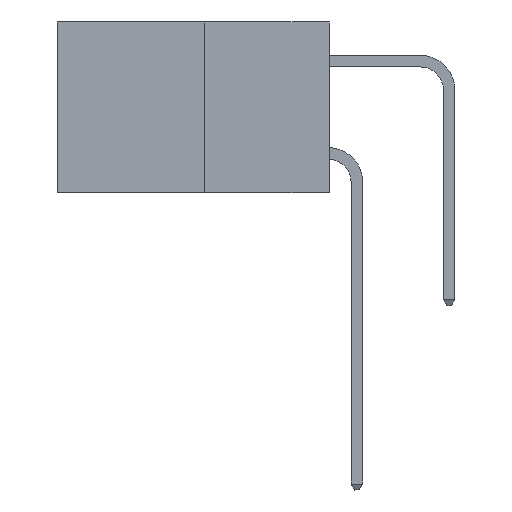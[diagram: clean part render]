
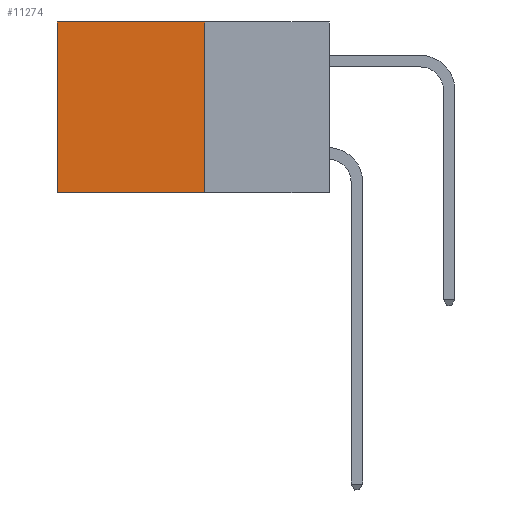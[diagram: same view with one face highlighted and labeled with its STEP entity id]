
A CAD part, left-side view. The second image highlights one B-rep face of the part: STEP entity #11274.
In plain terms, the highlighted planar face has unit normal (-1, 0, 0).
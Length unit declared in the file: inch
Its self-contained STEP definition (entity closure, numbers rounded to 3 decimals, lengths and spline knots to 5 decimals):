
#7 = VERTEX_POINT ( 'NONE', #2645 ) ;
#204 = VECTOR ( 'NONE', #8544, 39.37008 ) ;
#241 = CARTESIAN_POINT ( 'NONE',  ( 0.277, 0.27, 0. ) ) ;
#1071 = EDGE_CURVE ( 'NONE', #7, #1722, #10823, .T. ) ;
#1513 = VERTEX_POINT ( 'NONE', #241 ) ;
#1722 = VERTEX_POINT ( 'NONE', #8300 ) ;
#1770 = EDGE_LOOP ( 'NONE', ( #8072, #8182, #8322, #8491 ) ) ;
#1824 = VECTOR ( 'NONE', #11988, 39.37008 ) ;
#2560 = EDGE_CURVE ( 'NONE', #1513, #7, #9149, .T. ) ;
#2645 = CARTESIAN_POINT ( 'NONE',  ( 0.277, 0.27, -0.37 ) ) ;
#2869 = CARTESIAN_POINT ( 'NONE',  ( 0.277, 0.27, -0.37 ) ) ;
#3326 = VECTOR ( 'NONE', #10114, 39.37008 ) ;
#3881 = DIRECTION ( 'NONE',  ( 0., 0., -1. ) ) ;
#4139 = EDGE_CURVE ( 'NONE', #1513, #8572, #9769, .T. ) ;
#6328 = FACE_OUTER_BOUND ( 'NONE', #1770, .T. ) ;
#6783 = PLANE ( 'NONE',  #9157 ) ;
#7115 = CARTESIAN_POINT ( 'NONE',  ( 0.277, 0.27, 0. ) ) ;
#8072 = ORIENTED_EDGE ( 'NONE', *, *, #8576, .T. ) ;
#8182 = ORIENTED_EDGE ( 'NONE', *, *, #1071, .F. ) ;
#8300 = CARTESIAN_POINT ( 'NONE',  ( 0.277, 0.59, -0.37 ) ) ;
#8303 = DIRECTION ( 'NONE',  ( 0., 0., -1. ) ) ;
#8322 = ORIENTED_EDGE ( 'NONE', *, *, #2560, .F. ) ;
#8491 = ORIENTED_EDGE ( 'NONE', *, *, #4139, .T. ) ;
#8544 = DIRECTION ( 'NONE',  ( 0., 1., 0. ) ) ;
#8556 = LINE ( 'NONE', #11035, #3326 ) ;
#8572 = VERTEX_POINT ( 'NONE', #11972 ) ;
#8576 = EDGE_CURVE ( 'NONE', #8572, #1722, #8556, .T. ) ;
#8766 = CARTESIAN_POINT ( 'NONE',  ( 0.277, 0.27, -0.37 ) ) ;
#9149 = LINE ( 'NONE', #12069, #11375 ) ;
#9157 = AXIS2_PLACEMENT_3D ( 'NONE', #2869, #9786, #3881 ) ;
#9769 = LINE ( 'NONE', #7115, #1824 ) ;
#9786 = DIRECTION ( 'NONE',  ( 1., 0., 0. ) ) ;
#10114 = DIRECTION ( 'NONE',  ( 0., 0., -1. ) ) ;
#10823 = LINE ( 'NONE', #8766, #204 ) ;
#11035 = CARTESIAN_POINT ( 'NONE',  ( 0.277, 0.59, -0.37 ) ) ;
#11274 = ADVANCED_FACE ( 'NONE', ( #6328 ), #6783, .F. ) ;
#11375 = VECTOR ( 'NONE', #8303, 39.37008 ) ;
#11972 = CARTESIAN_POINT ( 'NONE',  ( 0.277, 0.59, 0. ) ) ;
#11988 = DIRECTION ( 'NONE',  ( 0., 1., 0. ) ) ;
#12069 = CARTESIAN_POINT ( 'NONE',  ( 0.277, 0.27, -0.37 ) ) ;
